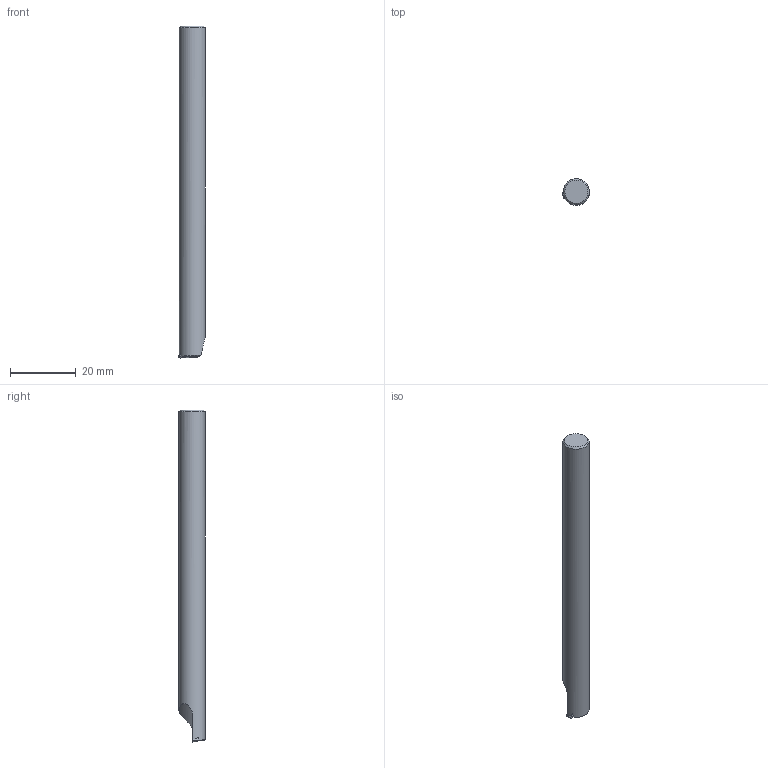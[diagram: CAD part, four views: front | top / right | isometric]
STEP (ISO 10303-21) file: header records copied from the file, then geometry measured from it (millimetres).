
FILE_DESCRIPTION(/* description */ (''),/* implementation_level */ '2;1');
FILE_NAME(/* name */ '1526888570433.stp',/* time_stamp */ '2018-05-21T09:42:56+02:00',/* author */ (''),/* organization */ ('SMS'),/* preprocessor_version */ 'ST-DEVELOPER v15',/* originating_system */ 'SIEMENS PLM Software NX 8.5',/* authorisation */ '');
FILE_SCHEMA (('AUTOMOTIVE_DESIGN { 1 0 10303 214 3 1 1 1 }'));
Length unit declared in the file: millimetre
Products named in the file (4): ASSEMBLY_CONSTRUCTION; 201647450mod000_00; 201662656mod000_01; 201647434mod000_00
Assembly tree (3 placements, depth 2):
  201647434mod000_00
    201662656mod000_01
    201647450mod000_00
    ASSEMBLY_CONSTRUCTION
Bounding box: 8.19 x 7.99 x 101.1 mm (x, y, z)
Volume: 4810 mm3; surface area: 2638.6 mm2
Topology: 2 solids, 2 shells, 27 faces, 67 edges, 50 vertices
Faces by surface type: plane 17, cone 5, cylinder 3, torus 1, bspline 1
Full cylindrical faces by diameter (mm): 2.2 x1, 7.988 x1
Entity records: 1053 total; most frequent: CARTESIAN_POINT 255, DIRECTION 147, ORIENTED_EDGE 120, EDGE_CURVE 60, AXIS2_PLACEMENT_3D 57, VERTEX_POINT 42, EDGE_LOOP 34, LINE 33
